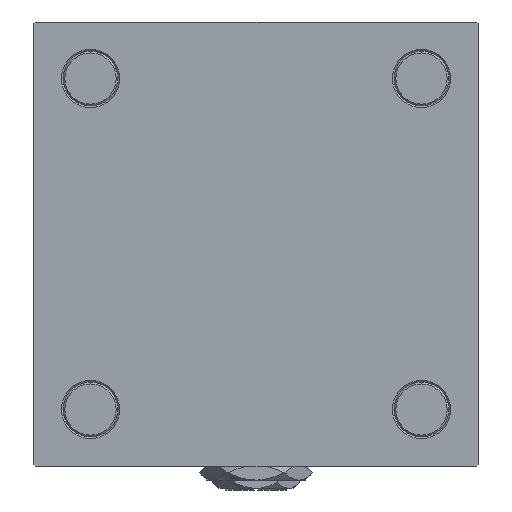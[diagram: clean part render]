
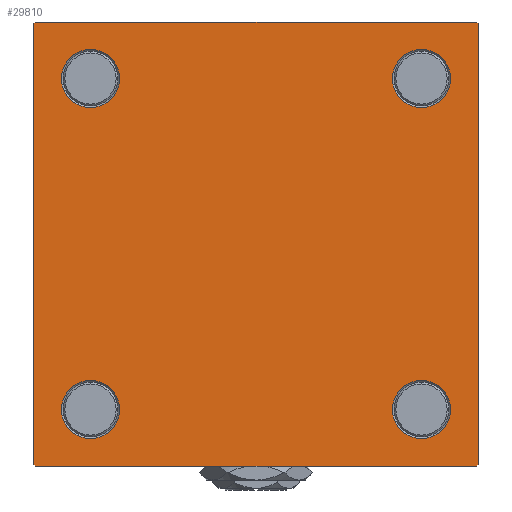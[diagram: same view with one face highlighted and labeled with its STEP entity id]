
A CAD part, left-side view. The second image highlights one B-rep face of the part: STEP entity #29810.
In plain terms, the highlighted planar face has unit normal (-1, 0, 0).
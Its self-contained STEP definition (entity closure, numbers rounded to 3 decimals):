
#17 = VERTEX_POINT ( 'NONE', #50563 ) ;
#2299 = CARTESIAN_POINT ( 'NONE',  ( 0., 65., -64.5 ) ) ;
#3170 = ORIENTED_EDGE ( 'NONE', *, *, #41039, .T. ) ;
#3289 = EDGE_LOOP ( 'NONE', ( #35544, #40299 ) ) ;
#3544 = EDGE_CURVE ( 'NONE', #32098, #27046, #28435, .T. ) ;
#3860 = AXIS2_PLACEMENT_3D ( 'NONE', #38448, #9803, #21738 ) ;
#3909 = VERTEX_POINT ( 'NONE', #48310 ) ;
#4108 = EDGE_CURVE ( 'NONE', #27046, #16569, #38965, .T. ) ;
#4325 = ORIENTED_EDGE ( 'NONE', *, *, #11194, .F. ) ;
#5295 = EDGE_CURVE ( 'NONE', #23011, #32098, #35715, .T. ) ;
#5418 = LINE ( 'NONE', #22374, #37063 ) ;
#5774 = AXIS2_PLACEMENT_3D ( 'NONE', #7055, #16087, #43417 ) ;
#6243 = EDGE_CURVE ( 'NONE', #24233, #36315, #50442, .T. ) ;
#6325 = DIRECTION ( 'NONE',  ( 0., -0.707, 0.707 ) ) ;
#6387 = VECTOR ( 'NONE', #32633, 1000. ) ;
#6567 = DIRECTION ( 'NONE',  ( 1., 0., 0. ) ) ;
#7055 = CARTESIAN_POINT ( 'NONE',  ( 0., 48.45, 48.45 ) ) ;
#7320 = CARTESIAN_POINT ( 'NONE',  ( 0., 64.75, -64.75 ) ) ;
#7887 = DIRECTION ( 'NONE',  ( 1., 0., 0. ) ) ;
#8437 = EDGE_CURVE ( 'NONE', #10003, #51477, #25873, .T. ) ;
#9039 = ORIENTED_EDGE ( 'NONE', *, *, #10108, .F. ) ;
#9347 = ORIENTED_EDGE ( 'NONE', *, *, #8437, .T. ) ;
#9803 = DIRECTION ( 'NONE',  ( 1., 0., 0. ) ) ;
#9856 = DIRECTION ( 'NONE',  ( 0., 0., 1. ) ) ;
#10003 = VERTEX_POINT ( 'NONE', #31577 ) ;
#10087 = FACE_BOUND ( 'NONE', #33454, .T. ) ;
#10108 = EDGE_CURVE ( 'NONE', #17, #36315, #19639, .T. ) ;
#10611 = CARTESIAN_POINT ( 'NONE',  ( 0., 0., 0. ) ) ;
#11049 = CARTESIAN_POINT ( 'NONE',  ( 0., 48.45, -39.95 ) ) ;
#11194 = EDGE_CURVE ( 'NONE', #24233, #16569, #48318, .T. ) ;
#11708 = CARTESIAN_POINT ( 'NONE',  ( 0., 48.45, 48.45 ) ) ;
#11735 = AXIS2_PLACEMENT_3D ( 'NONE', #11708, #32129, #31066 ) ;
#11956 = CARTESIAN_POINT ( 'NONE',  ( 0., -65., 65. ) ) ;
#12249 = CARTESIAN_POINT ( 'NONE',  ( 0., 48.45, -48.45 ) ) ;
#12262 = DIRECTION ( 'NONE',  ( 0., -1., 0. ) ) ;
#12810 = CARTESIAN_POINT ( 'NONE',  ( 0., -48.45, -48.45 ) ) ;
#12827 = EDGE_CURVE ( 'NONE', #47968, #23011, #20897, .T. ) ;
#13129 = EDGE_CURVE ( 'NONE', #3909, #44709, #13339, .T. ) ;
#13339 = CIRCLE ( 'NONE', #15878, 8.5 ) ;
#13553 = EDGE_LOOP ( 'NONE', ( #16751, #19290, #20929, #46178, #4325, #39271, #9039, #47285 ) ) ;
#14073 = ORIENTED_EDGE ( 'NONE', *, *, #32106, .T. ) ;
#14164 = VECTOR ( 'NONE', #24618, 1000. ) ;
#14598 = DIRECTION ( 'NONE',  ( 0., 0., 1. ) ) ;
#15346 = DIRECTION ( 'NONE',  ( 0., 0., 1. ) ) ;
#15493 = AXIS2_PLACEMENT_3D ( 'NONE', #12249, #28425, #36663 ) ;
#15738 = EDGE_CURVE ( 'NONE', #35519, #17482, #33290, .T. ) ;
#15878 = AXIS2_PLACEMENT_3D ( 'NONE', #28263, #24289, #32517 ) ;
#15945 = CIRCLE ( 'NONE', #11735, 8.5 ) ;
#16087 = DIRECTION ( 'NONE',  ( 1., 0., 0. ) ) ;
#16090 = CARTESIAN_POINT ( 'NONE',  ( 0., -48.45, 39.95 ) ) ;
#16460 = CARTESIAN_POINT ( 'NONE',  ( 0., 65., 65. ) ) ;
#16533 = EDGE_CURVE ( 'NONE', #17482, #35519, #36662, .T. ) ;
#16569 = VERTEX_POINT ( 'NONE', #44901 ) ;
#16751 = ORIENTED_EDGE ( 'NONE', *, *, #12827, .T. ) ;
#17482 = VERTEX_POINT ( 'NONE', #19957 ) ;
#19213 = CARTESIAN_POINT ( 'NONE',  ( 0., 48.45, 39.95 ) ) ;
#19290 = ORIENTED_EDGE ( 'NONE', *, *, #5295, .T. ) ;
#19639 = LINE ( 'NONE', #16460, #44507 ) ;
#19957 = CARTESIAN_POINT ( 'NONE',  ( 0., 48.45, -56.95 ) ) ;
#20277 = CIRCLE ( 'NONE', #49941, 8.5 ) ;
#20350 = CIRCLE ( 'NONE', #50848, 8.5 ) ;
#20379 = CARTESIAN_POINT ( 'NONE',  ( 0., 65., 65. ) ) ;
#20408 = ORIENTED_EDGE ( 'NONE', *, *, #35498, .T. ) ;
#20897 = LINE ( 'NONE', #20379, #14164 ) ;
#20929 = ORIENTED_EDGE ( 'NONE', *, *, #3544, .T. ) ;
#21452 = VECTOR ( 'NONE', #12262, 1000. ) ;
#21590 = DIRECTION ( 'NONE',  ( 0., 0.707, -0.707 ) ) ;
#21738 = DIRECTION ( 'NONE',  ( 0., 0., 1. ) ) ;
#22230 = CARTESIAN_POINT ( 'NONE',  ( 0., -64.5, -65. ) ) ;
#22274 = FACE_BOUND ( 'NONE', #41340, .T. ) ;
#22374 = CARTESIAN_POINT ( 'NONE',  ( 0., 64.75, 64.75 ) ) ;
#23011 = VERTEX_POINT ( 'NONE', #2299 ) ;
#23200 = VECTOR ( 'NONE', #6325, 1000. ) ;
#24233 = VERTEX_POINT ( 'NONE', #45193 ) ;
#24289 = DIRECTION ( 'NONE',  ( 1., 0., 0. ) ) ;
#24618 = DIRECTION ( 'NONE',  ( 0., 0., -1. ) ) ;
#25167 = AXIS2_PLACEMENT_3D ( 'NONE', #10611, #29980, #14598 ) ;
#25873 = CIRCLE ( 'NONE', #3860, 8.5 ) ;
#26438 = ORIENTED_EDGE ( 'NONE', *, *, #39558, .T. ) ;
#27046 = VERTEX_POINT ( 'NONE', #22230 ) ;
#28263 = CARTESIAN_POINT ( 'NONE',  ( 0., -48.45, -48.45 ) ) ;
#28302 = VECTOR ( 'NONE', #38640, 1000. ) ;
#28425 = DIRECTION ( 'NONE',  ( 1., 0., 0. ) ) ;
#28435 = LINE ( 'NONE', #32685, #21452 ) ;
#29810 = ADVANCED_FACE ( 'NONE', ( #50159, #10087, #42460, #22274, #50952 ), #35022, .T. ) ;
#29980 = DIRECTION ( 'NONE',  ( -1., 0., 0. ) ) ;
#30886 = VECTOR ( 'NONE', #42739, 1000. ) ;
#31066 = DIRECTION ( 'NONE',  ( 0., 0., 1. ) ) ;
#31577 = CARTESIAN_POINT ( 'NONE',  ( 0., -48.45, 56.95 ) ) ;
#32098 = VERTEX_POINT ( 'NONE', #35325 ) ;
#32106 = EDGE_CURVE ( 'NONE', #48873, #32809, #15945, .T. ) ;
#32129 = DIRECTION ( 'NONE',  ( 1., 0., 0. ) ) ;
#32517 = DIRECTION ( 'NONE',  ( 0., 0., 1. ) ) ;
#32633 = DIRECTION ( 'NONE',  ( 0., 0., -1. ) ) ;
#32685 = CARTESIAN_POINT ( 'NONE',  ( 0., 65., -65. ) ) ;
#32809 = VERTEX_POINT ( 'NONE', #19213 ) ;
#32892 = CIRCLE ( 'NONE', #5774, 8.5 ) ;
#33233 = DIRECTION ( 'NONE',  ( 1., 0., 0. ) ) ;
#33290 = CIRCLE ( 'NONE', #46851, 8.5 ) ;
#33454 = EDGE_LOOP ( 'NONE', ( #37899, #26438 ) ) ;
#34745 = EDGE_CURVE ( 'NONE', #17, #47968, #5418, .T. ) ;
#35022 = PLANE ( 'NONE',  #25167 ) ;
#35325 = CARTESIAN_POINT ( 'NONE',  ( 0., 64.5, -65. ) ) ;
#35484 = CARTESIAN_POINT ( 'NONE',  ( 0., 48.45, -48.45 ) ) ;
#35498 = EDGE_CURVE ( 'NONE', #32809, #48873, #32892, .T. ) ;
#35519 = VERTEX_POINT ( 'NONE', #11049 ) ;
#35544 = ORIENTED_EDGE ( 'NONE', *, *, #15738, .T. ) ;
#35715 = LINE ( 'NONE', #7320, #28302 ) ;
#36315 = VERTEX_POINT ( 'NONE', #37939 ) ;
#36662 = CIRCLE ( 'NONE', #15493, 8.5 ) ;
#36663 = DIRECTION ( 'NONE',  ( 0., 0., 1. ) ) ;
#37063 = VECTOR ( 'NONE', #21590, 1000. ) ;
#37899 = ORIENTED_EDGE ( 'NONE', *, *, #13129, .T. ) ;
#37939 = CARTESIAN_POINT ( 'NONE',  ( 0., -64.5, 65. ) ) ;
#38448 = CARTESIAN_POINT ( 'NONE',  ( 0., -48.45, 48.45 ) ) ;
#38640 = DIRECTION ( 'NONE',  ( 0., -0.707, -0.707 ) ) ;
#38965 = LINE ( 'NONE', #47717, #23200 ) ;
#39254 = CARTESIAN_POINT ( 'NONE',  ( 0., -48.45, -56.95 ) ) ;
#39271 = ORIENTED_EDGE ( 'NONE', *, *, #6243, .T. ) ;
#39558 = EDGE_CURVE ( 'NONE', #44709, #3909, #20277, .T. ) ;
#40299 = ORIENTED_EDGE ( 'NONE', *, *, #16533, .T. ) ;
#41039 = EDGE_CURVE ( 'NONE', #51477, #10003, #20350, .T. ) ;
#41340 = EDGE_LOOP ( 'NONE', ( #14073, #20408 ) ) ;
#42460 = FACE_BOUND ( 'NONE', #3289, .T. ) ;
#42546 = EDGE_LOOP ( 'NONE', ( #9347, #3170 ) ) ;
#42739 = DIRECTION ( 'NONE',  ( 0., 0.707, 0.707 ) ) ;
#43417 = DIRECTION ( 'NONE',  ( 0., 0., 1. ) ) ;
#44507 = VECTOR ( 'NONE', #44856, 1000. ) ;
#44709 = VERTEX_POINT ( 'NONE', #39254 ) ;
#44856 = DIRECTION ( 'NONE',  ( 0., -1., 0. ) ) ;
#44901 = CARTESIAN_POINT ( 'NONE',  ( 0., -65., -64.5 ) ) ;
#45193 = CARTESIAN_POINT ( 'NONE',  ( 0., -65., 64.5 ) ) ;
#46178 = ORIENTED_EDGE ( 'NONE', *, *, #4108, .T. ) ;
#46851 = AXIS2_PLACEMENT_3D ( 'NONE', #35484, #6567, #46906 ) ;
#46906 = DIRECTION ( 'NONE',  ( 0., 0., 1. ) ) ;
#47137 = CARTESIAN_POINT ( 'NONE',  ( 0., 48.45, 56.95 ) ) ;
#47236 = CARTESIAN_POINT ( 'NONE',  ( 0., 65., 64.5 ) ) ;
#47285 = ORIENTED_EDGE ( 'NONE', *, *, #34745, .T. ) ;
#47717 = CARTESIAN_POINT ( 'NONE',  ( 0., -64.75, -64.75 ) ) ;
#47968 = VERTEX_POINT ( 'NONE', #47236 ) ;
#48310 = CARTESIAN_POINT ( 'NONE',  ( 0., -48.45, -39.95 ) ) ;
#48318 = LINE ( 'NONE', #11956, #6387 ) ;
#48873 = VERTEX_POINT ( 'NONE', #47137 ) ;
#49929 = CARTESIAN_POINT ( 'NONE',  ( 0., -64.75, 64.75 ) ) ;
#49941 = AXIS2_PLACEMENT_3D ( 'NONE', #12810, #33233, #9856 ) ;
#50159 = FACE_BOUND ( 'NONE', #42546, .T. ) ;
#50442 = LINE ( 'NONE', #49929, #30886 ) ;
#50563 = CARTESIAN_POINT ( 'NONE',  ( 0., 64.5, 65. ) ) ;
#50848 = AXIS2_PLACEMENT_3D ( 'NONE', #51696, #7887, #15346 ) ;
#50952 = FACE_OUTER_BOUND ( 'NONE', #13553, .T. ) ;
#51477 = VERTEX_POINT ( 'NONE', #16090 ) ;
#51696 = CARTESIAN_POINT ( 'NONE',  ( 0., -48.45, 48.45 ) ) ;
